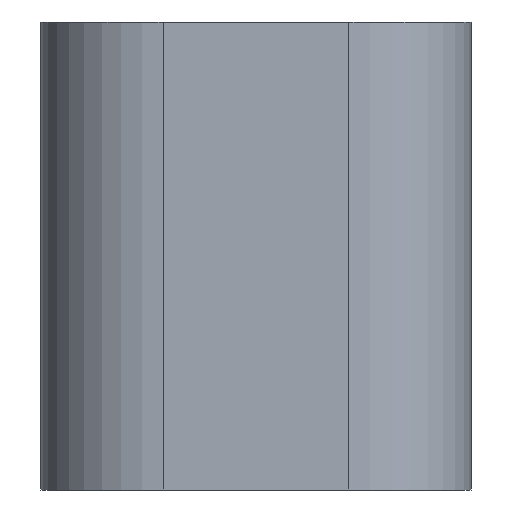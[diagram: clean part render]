
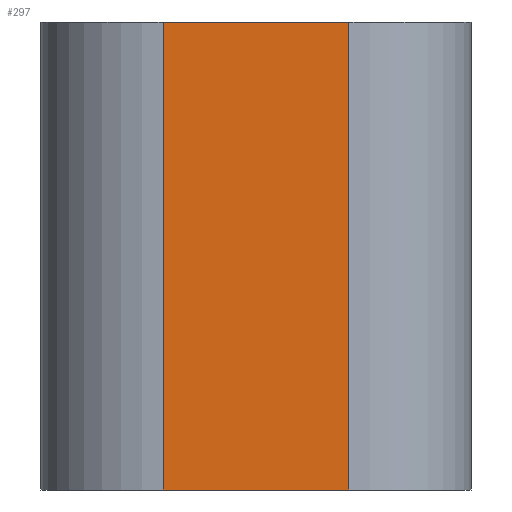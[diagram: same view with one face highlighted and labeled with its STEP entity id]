
A CAD part, front view. The second image highlights one B-rep face of the part: STEP entity #297.
In plain terms, the highlighted planar face has unit normal (0, -1, 0).
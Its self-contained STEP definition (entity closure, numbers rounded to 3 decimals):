
#1 = DIRECTION ( 'NONE',  ( 1., 0., 0. ) ) ;
#36 = EDGE_CURVE ( 'NONE', #295, #148, #296, .T. ) ;
#39 = VECTOR ( 'NONE', #143, 1000. ) ;
#50 = CARTESIAN_POINT ( 'NONE',  ( -45.838, 20.298, 14.35 ) ) ;
#85 = CARTESIAN_POINT ( 'NONE',  ( -40.138, 20.298, 14.35 ) ) ;
#88 = LINE ( 'NONE', #50, #215 ) ;
#102 = EDGE_LOOP ( 'NONE', ( #283, #440, #116, #534 ) ) ;
#116 = ORIENTED_EDGE ( 'NONE', *, *, #36, .F. ) ;
#141 = AXIS2_PLACEMENT_3D ( 'NONE', #368, #159, #150 ) ;
#143 = DIRECTION ( 'NONE',  ( 1., 0., 0. ) ) ;
#145 = LINE ( 'NONE', #469, #39 ) ;
#148 = VERTEX_POINT ( 'NONE', #85 ) ;
#150 = DIRECTION ( 'NONE',  ( 0., 0., 1. ) ) ;
#159 = DIRECTION ( 'NONE',  ( 0., 1., 0. ) ) ;
#172 = LINE ( 'NONE', #346, #318 ) ;
#175 = DIRECTION ( 'NONE',  ( 0., 0., -1. ) ) ;
#184 = VERTEX_POINT ( 'NONE', #310 ) ;
#199 = EDGE_CURVE ( 'NONE', #295, #445, #88, .T. ) ;
#204 = EDGE_CURVE ( 'NONE', #148, #184, #172, .T. ) ;
#209 = CARTESIAN_POINT ( 'NONE',  ( -45.838, 20.298, 14.35 ) ) ;
#215 = VECTOR ( 'NONE', #175, 1000. ) ;
#257 = CARTESIAN_POINT ( 'NONE',  ( -45.838, 20.298, 14.35 ) ) ;
#283 = ORIENTED_EDGE ( 'NONE', *, *, #443, .T. ) ;
#295 = VERTEX_POINT ( 'NONE', #209 ) ;
#296 = LINE ( 'NONE', #257, #520 ) ;
#297 = ADVANCED_FACE ( 'NONE', ( #489 ), #406, .F. ) ;
#310 = CARTESIAN_POINT ( 'NONE',  ( -40.138, 20.298, 0. ) ) ;
#318 = VECTOR ( 'NONE', #349, 1000. ) ;
#346 = CARTESIAN_POINT ( 'NONE',  ( -40.138, 20.298, 14.35 ) ) ;
#349 = DIRECTION ( 'NONE',  ( 0., 0., -1. ) ) ;
#368 = CARTESIAN_POINT ( 'NONE',  ( -45.838, 20.298, 14.35 ) ) ;
#406 = PLANE ( 'NONE',  #141 ) ;
#431 = CARTESIAN_POINT ( 'NONE',  ( -45.838, 20.298, 0. ) ) ;
#440 = ORIENTED_EDGE ( 'NONE', *, *, #204, .F. ) ;
#443 = EDGE_CURVE ( 'NONE', #445, #184, #145, .T. ) ;
#445 = VERTEX_POINT ( 'NONE', #431 ) ;
#469 = CARTESIAN_POINT ( 'NONE',  ( -45.838, 20.298, 0. ) ) ;
#489 = FACE_OUTER_BOUND ( 'NONE', #102, .T. ) ;
#520 = VECTOR ( 'NONE', #1, 1000. ) ;
#534 = ORIENTED_EDGE ( 'NONE', *, *, #199, .T. ) ;
